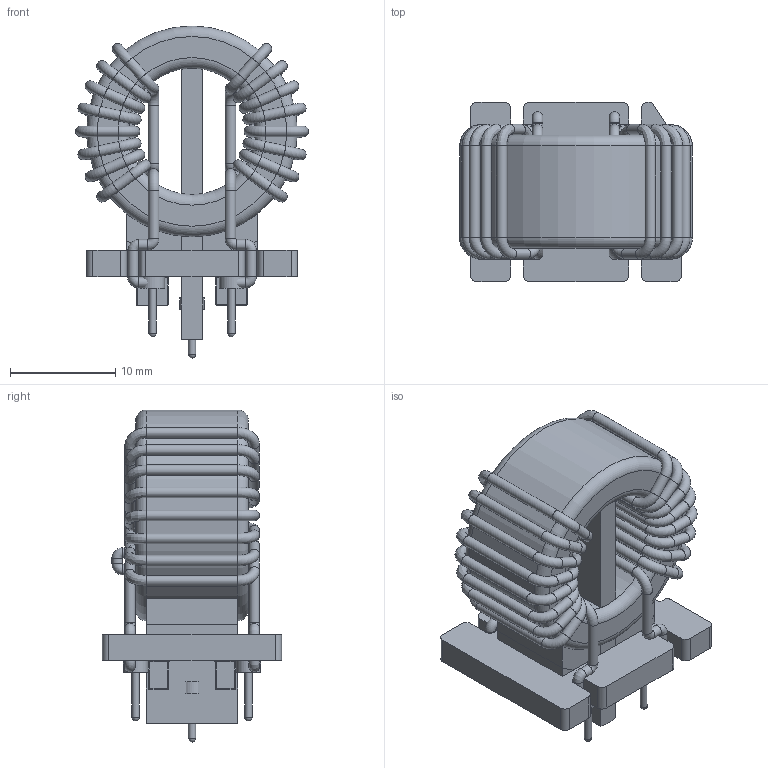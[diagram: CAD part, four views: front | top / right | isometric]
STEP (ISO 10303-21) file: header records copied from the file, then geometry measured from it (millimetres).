
FILE_DESCRIPTION( ( 'Unknown' ), '1' );
FILE_NAME( '744823601.stp', 'Unknown', ( 'Unknown' ), ( 'Unknown' ), 'XStep 1.0', 'Unknown', ' ' );
FILE_SCHEMA( ( 'automotive_design' ) );
Length unit declared in the file: millimetre
Products named in the file (8): Assem1; Base; Steg; Pin; Klebemasse
Bounding box: 22.1 x 17 x 31.5 mm (x, y, z)
Volume: 7716.4 mm3; surface area: 9901.8 mm2
Topology: 17 solids, 17 shells, 766 faces, 1667 edges, 928 vertices
Faces by surface type: cylinder 330, plane 191, torus 152, bspline 64, sphere 29
Full cylindrical faces by diameter (mm): 0.7 x5, 1 x180, 2.3 x5, 12 x2, 20 x2
Entity records: 16301 total; most frequent: CARTESIAN_POINT 8875, DIRECTION 1628, ORIENTED_EDGE 1192, AXIS2_PLACEMENT_3D 687, EDGE_CURVE 596, EDGE_LOOP 570, FACE_OUTER_BOUND 554, VERTEX_POINT 438
